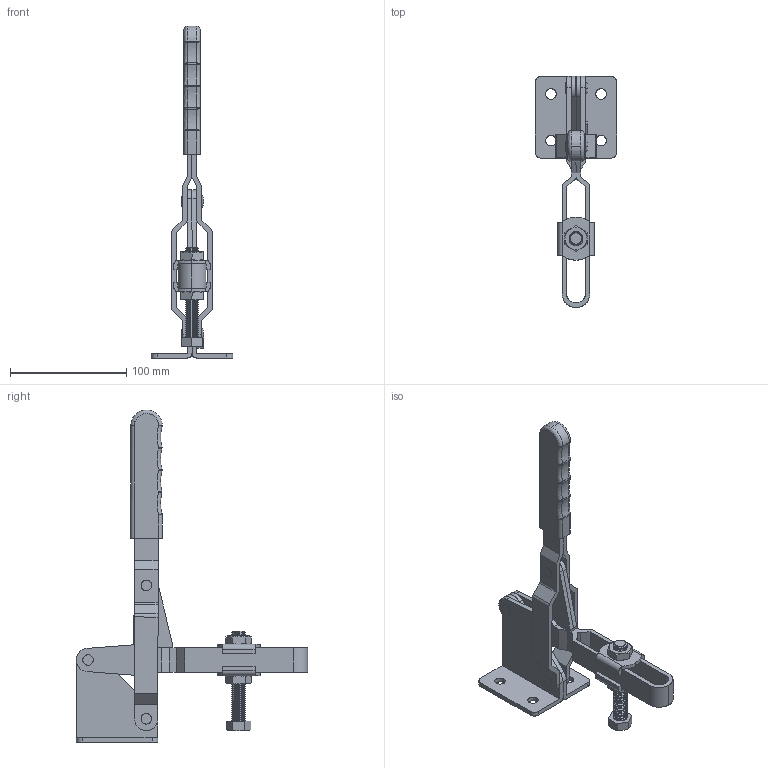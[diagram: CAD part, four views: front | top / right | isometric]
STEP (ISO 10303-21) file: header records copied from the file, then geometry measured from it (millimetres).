
FILE_DESCRIPTION((''),' ');
FILE_NAME('GH-101-H.stp',' ',('stephen'),('BIB design'),' ','ACIS 14.0',' ');
FILE_SCHEMA(('automotive_design'));
Length unit declared in the file: inch
Products named in the file (16): Part_7646; Part_7639; Part_7647; Part_7648; Part_7649; Part_7650; Part_7652; Part_7653; Part_7654; Part_7655; Part_7641; Part_7642; Part_7643; Part_7644; Part_7645; Part_17406
Bounding box: 70 x 198.5 x 285 mm (x, y, z)
Volume: 186671.8 mm3; surface area: 98970 mm2
Topology: 16 solids, 16 shells, 649 faces, 3486 edges, 2859 vertices
Faces by surface type: revolution 463, bspline 181, plane 5
Entity records: 86639 total; most frequent: CARTESIAN_POINT 21459, PRESENTATION_STYLE_ASSIGNMENT 7641, COLOUR_RGB 7641, STYLED_ITEM 6997, ORIENTED_EDGE 6940, DIRECTION 5700, CURVE_STYLE 4114, EDGE_CURVE 3470
